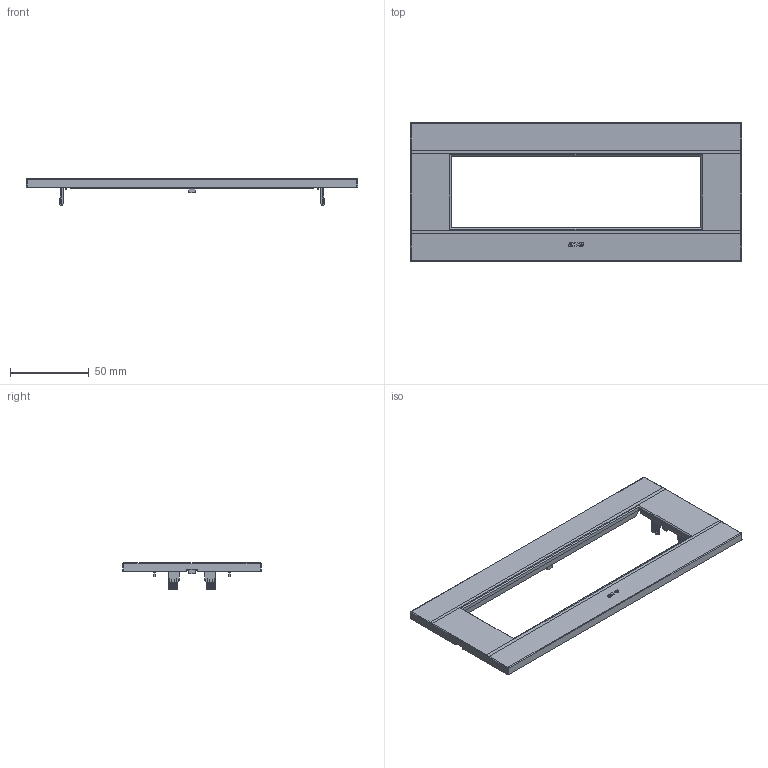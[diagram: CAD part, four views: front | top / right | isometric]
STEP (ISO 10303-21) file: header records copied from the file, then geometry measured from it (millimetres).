
FILE_DESCRIPTION(('CATIA V5 STEP Exchange'),'2;1');
FILE_NAME('44PSME7BO.stp','2024-03-14T09:42:06+00:00',('none'),('none'),'CATIA Version 5-6 Release 2016 SP6','CATIA V5 STEP AP203','none');
FILE_SCHEMA(('CONFIG_CONTROL_DESIGN'));
Products named in the file (1): DR8227@
Bounding box: 210 x 88 x 17.1 mm (x, y, z)
Volume: 27515.6 mm3; surface area: 32400.8 mm2
Topology: 1 solids, 1 shells, 1689 faces, 4646 edges, 3002 vertices
Faces by surface type: plane 1268, cylinder 311, extrusion 38, sphere 36, bspline 36
Entity records: 53070 total; most frequent: CARTESIAN_POINT 14349, ORIENTED_EDGE 9220, DIRECTION 5945, EDGE_CURVE 4610, VECTOR 3176, LINE 3138, VERTEX_POINT 3002, EDGE_LOOP 1770
